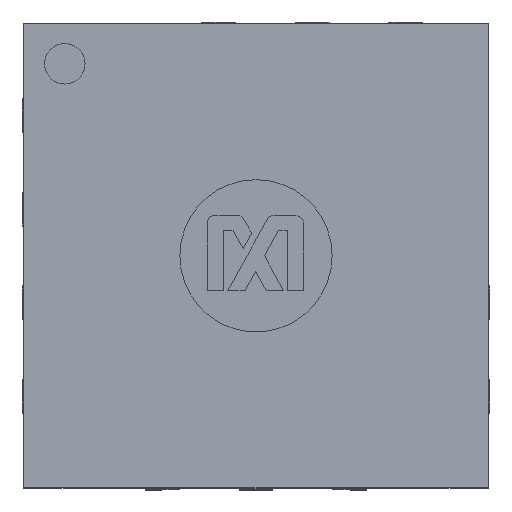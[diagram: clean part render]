
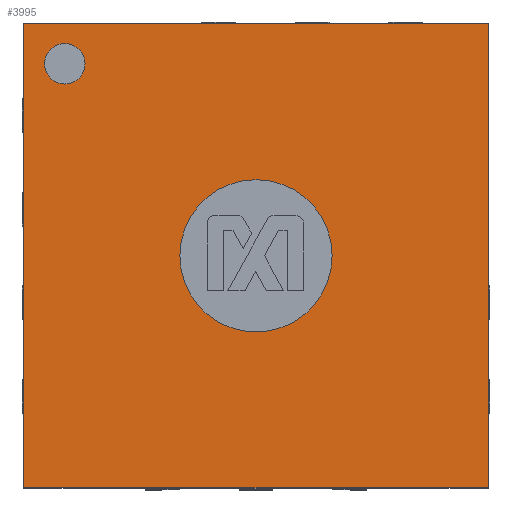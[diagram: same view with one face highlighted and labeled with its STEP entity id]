
A CAD part, top view. The second image highlights one B-rep face of the part: STEP entity #3995.
In plain terms, the highlighted planar face has unit normal (0, 0, 1).
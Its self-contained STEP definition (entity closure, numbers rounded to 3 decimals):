
#99 = CIRCLE ( 'NONE', #3941, 0.407 ) ;
#115 = CARTESIAN_POINT ( 'NONE',  ( -0.913, 1.026, 0.6 ) ) ;
#179 = DIRECTION ( 'NONE',  ( -1., 0., 0. ) ) ;
#362 = CARTESIAN_POINT ( 'NONE',  ( -1.022, 1.026, 0.6 ) ) ;
#494 = VERTEX_POINT ( 'NONE', #115 ) ;
#550 = CARTESIAN_POINT ( 'NONE',  ( 1.24, 1.24, 0.6 ) ) ;
#794 = EDGE_LOOP ( 'NONE', ( #11266, #12005 ) ) ;
#1402 = FACE_BOUND ( 'NONE', #794, .T. ) ;
#1432 = CIRCLE ( 'NONE', #4969, 0.108 ) ;
#1482 = VERTEX_POINT ( 'NONE', #8473 ) ;
#1690 = DIRECTION ( 'NONE',  ( -1., 0., 0. ) ) ;
#1702 = CARTESIAN_POINT ( 'NONE',  ( -1.24, -1.24, 0.6 ) ) ;
#1721 = PLANE ( 'NONE',  #8255 ) ;
#1816 = EDGE_LOOP ( 'NONE', ( #13458, #7367, #10598, #4576 ) ) ;
#1937 = VECTOR ( 'NONE', #179, 1000. ) ;
#2176 = VERTEX_POINT ( 'NONE', #10778 ) ;
#2669 = EDGE_CURVE ( 'NONE', #2176, #7619, #8470, .T. ) ;
#2741 = CARTESIAN_POINT ( 'NONE',  ( -1.24, -1.24, 0.6 ) ) ;
#3222 = AXIS2_PLACEMENT_3D ( 'NONE', #3881, #6987, #6943 ) ;
#3288 = LINE ( 'NONE', #550, #11336 ) ;
#3397 = EDGE_CURVE ( 'NONE', #9099, #494, #10252, .T. ) ;
#3460 = VERTEX_POINT ( 'NONE', #1702 ) ;
#3535 = CARTESIAN_POINT ( 'NONE',  ( 0., 0., 0.6 ) ) ;
#3619 = VECTOR ( 'NONE', #13086, 1000. ) ;
#3693 = VECTOR ( 'NONE', #6946, 1000. ) ;
#3881 = CARTESIAN_POINT ( 'NONE',  ( 0., 0., 0.6 ) ) ;
#3941 = AXIS2_PLACEMENT_3D ( 'NONE', #11960, #6750, #1690 ) ;
#3985 = DIRECTION ( 'NONE',  ( 1., 0., 0. ) ) ;
#3995 = ADVANCED_FACE ( 'NONE', ( #9761, #9106, #1402 ), #1721, .F. ) ;
#4576 = ORIENTED_EDGE ( 'NONE', *, *, #7827, .T. ) ;
#4823 = LINE ( 'NONE', #2741, #3693 ) ;
#4969 = AXIS2_PLACEMENT_3D ( 'NONE', #362, #12841, #5539 ) ;
#5241 = CARTESIAN_POINT ( 'NONE',  ( -1.24, 1.24, 0.6 ) ) ;
#5429 = CARTESIAN_POINT ( 'NONE',  ( 0.407, 0., 0.6 ) ) ;
#5539 = DIRECTION ( 'NONE',  ( 1., 0., 0. ) ) ;
#6374 = EDGE_CURVE ( 'NONE', #8194, #1482, #7455, .T. ) ;
#6750 = DIRECTION ( 'NONE',  ( 0., 0., 1. ) ) ;
#6920 = DIRECTION ( 'NONE',  ( 0., 0., 1. ) ) ;
#6943 = DIRECTION ( 'NONE',  ( -1., 0., 0. ) ) ;
#6946 = DIRECTION ( 'NONE',  ( 0., -1., 0. ) ) ;
#6987 = DIRECTION ( 'NONE',  ( 0., 0., 1. ) ) ;
#7142 = EDGE_CURVE ( 'NONE', #494, #9099, #1432, .T. ) ;
#7367 = ORIENTED_EDGE ( 'NONE', *, *, #9655, .T. ) ;
#7455 = CIRCLE ( 'NONE', #3222, 0.407 ) ;
#7619 = VERTEX_POINT ( 'NONE', #11501 ) ;
#7827 = EDGE_CURVE ( 'NONE', #7619, #3460, #4823, .T. ) ;
#7921 = AXIS2_PLACEMENT_3D ( 'NONE', #13419, #6920, #3985 ) ;
#7923 = DIRECTION ( 'NONE',  ( 0., 1., 0. ) ) ;
#8194 = VERTEX_POINT ( 'NONE', #5429 ) ;
#8255 = AXIS2_PLACEMENT_3D ( 'NONE', #3535, #8697, #8640 ) ;
#8470 = LINE ( 'NONE', #5241, #1937 ) ;
#8473 = CARTESIAN_POINT ( 'NONE',  ( -0.407, 0., 0.6 ) ) ;
#8640 = DIRECTION ( 'NONE',  ( -1., 0., 0. ) ) ;
#8697 = DIRECTION ( 'NONE',  ( 0., 0., -1. ) ) ;
#9099 = VERTEX_POINT ( 'NONE', #11381 ) ;
#9106 = FACE_BOUND ( 'NONE', #13479, .T. ) ;
#9305 = CARTESIAN_POINT ( 'NONE',  ( 1.24, -1.24, 0.6 ) ) ;
#9505 = LINE ( 'NONE', #10071, #3619 ) ;
#9655 = EDGE_CURVE ( 'NONE', #11414, #2176, #3288, .T. ) ;
#9761 = FACE_OUTER_BOUND ( 'NONE', #1816, .T. ) ;
#10071 = CARTESIAN_POINT ( 'NONE',  ( 1.24, -1.24, 0.6 ) ) ;
#10252 = CIRCLE ( 'NONE', #7921, 0.108 ) ;
#10598 = ORIENTED_EDGE ( 'NONE', *, *, #2669, .T. ) ;
#10778 = CARTESIAN_POINT ( 'NONE',  ( 1.24, 1.24, 0.6 ) ) ;
#11132 = ORIENTED_EDGE ( 'NONE', *, *, #3397, .F. ) ;
#11266 = ORIENTED_EDGE ( 'NONE', *, *, #13580, .F. ) ;
#11336 = VECTOR ( 'NONE', #7923, 1000. ) ;
#11381 = CARTESIAN_POINT ( 'NONE',  ( -1.13, 1.026, 0.6 ) ) ;
#11414 = VERTEX_POINT ( 'NONE', #9305 ) ;
#11501 = CARTESIAN_POINT ( 'NONE',  ( -1.24, 1.24, 0.6 ) ) ;
#11960 = CARTESIAN_POINT ( 'NONE',  ( 0., 0., 0.6 ) ) ;
#11971 = ORIENTED_EDGE ( 'NONE', *, *, #7142, .F. ) ;
#12005 = ORIENTED_EDGE ( 'NONE', *, *, #6374, .F. ) ;
#12531 = EDGE_CURVE ( 'NONE', #3460, #11414, #9505, .T. ) ;
#12841 = DIRECTION ( 'NONE',  ( 0., 0., 1. ) ) ;
#13086 = DIRECTION ( 'NONE',  ( 1., 0., 0. ) ) ;
#13419 = CARTESIAN_POINT ( 'NONE',  ( -1.022, 1.026, 0.6 ) ) ;
#13458 = ORIENTED_EDGE ( 'NONE', *, *, #12531, .T. ) ;
#13479 = EDGE_LOOP ( 'NONE', ( #11971, #11132 ) ) ;
#13580 = EDGE_CURVE ( 'NONE', #1482, #8194, #99, .T. ) ;
